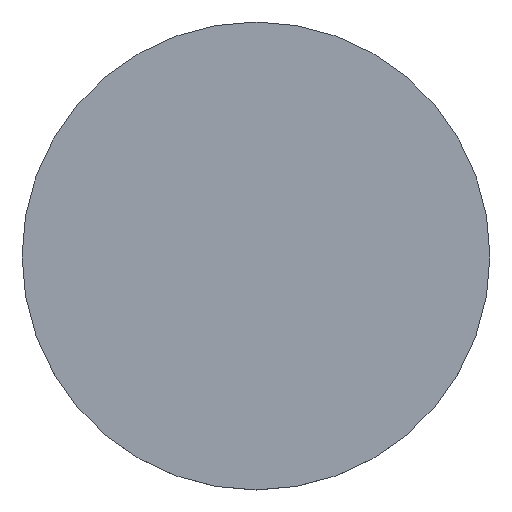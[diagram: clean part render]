
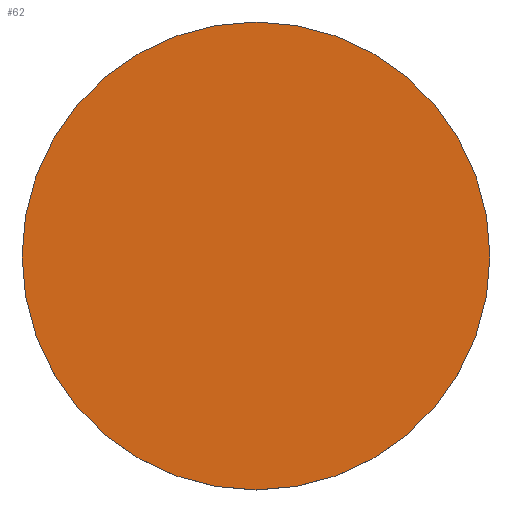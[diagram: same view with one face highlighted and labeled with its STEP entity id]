
A CAD part, top view. The second image highlights one B-rep face of the part: STEP entity #62.
In plain terms, the highlighted planar face has unit normal (0, 0, 1).
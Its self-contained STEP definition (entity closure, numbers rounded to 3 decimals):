
#2 = AXIS2_PLACEMENT_3D ( 'NONE', #126, #217, #89 ) ;
#12 = AXIS2_PLACEMENT_3D ( 'NONE', #36, #202, #108 ) ;
#15 = CIRCLE ( 'NONE', #2, 25.4 ) ;
#36 = CARTESIAN_POINT ( 'NONE',  ( 0., 0., 12.3 ) ) ;
#37 = DIRECTION ( 'NONE',  ( 1., 0., 0. ) ) ;
#48 = EDGE_LOOP ( 'NONE', ( #226, #232 ) ) ;
#62 = ADVANCED_FACE ( 'NONE', ( #161 ), #177, .T. ) ;
#67 = CARTESIAN_POINT ( 'NONE',  ( -25.4, 0., 12.3 ) ) ;
#72 = CIRCLE ( 'NONE', #12, 25.4 ) ;
#81 = VERTEX_POINT ( 'NONE', #67 ) ;
#89 = DIRECTION ( 'NONE',  ( 1., 0., 0. ) ) ;
#106 = CARTESIAN_POINT ( 'NONE',  ( 25.4, 0., 12.3 ) ) ;
#108 = DIRECTION ( 'NONE',  ( 1., 0., 0. ) ) ;
#115 = EDGE_CURVE ( 'NONE', #81, #116, #15, .T. ) ;
#116 = VERTEX_POINT ( 'NONE', #106 ) ;
#126 = CARTESIAN_POINT ( 'NONE',  ( 0., 0., 12.3 ) ) ;
#161 = FACE_OUTER_BOUND ( 'NONE', #48, .T. ) ;
#167 = AXIS2_PLACEMENT_3D ( 'NONE', #219, #173, #37 ) ;
#173 = DIRECTION ( 'NONE',  ( 0., 0., 1. ) ) ;
#177 = PLANE ( 'NONE',  #167 ) ;
#180 = EDGE_CURVE ( 'NONE', #116, #81, #72, .T. ) ;
#202 = DIRECTION ( 'NONE',  ( 0., 0., -1. ) ) ;
#217 = DIRECTION ( 'NONE',  ( 0., 0., -1. ) ) ;
#219 = CARTESIAN_POINT ( 'NONE',  ( 0., 52.02, 12.3 ) ) ;
#226 = ORIENTED_EDGE ( 'NONE', *, *, #180, .F. ) ;
#232 = ORIENTED_EDGE ( 'NONE', *, *, #115, .F. ) ;
